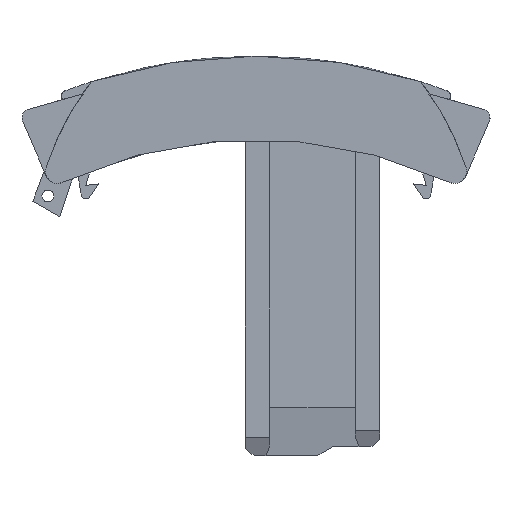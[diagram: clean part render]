
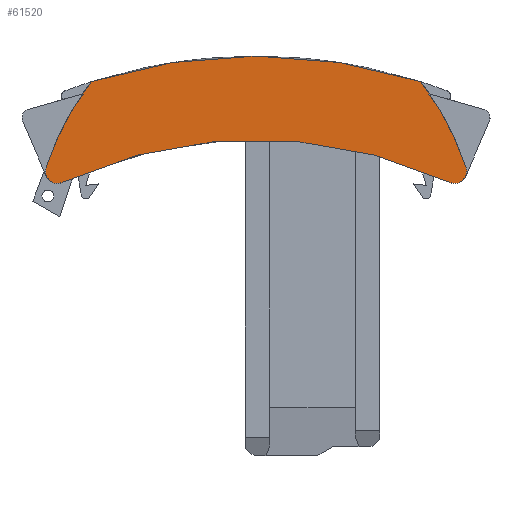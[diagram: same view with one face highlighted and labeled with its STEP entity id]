
A CAD part, left-side view. The second image highlights one B-rep face of the part: STEP entity #61520.
In plain terms, the highlighted planar face has unit normal (-1, 0, 0).
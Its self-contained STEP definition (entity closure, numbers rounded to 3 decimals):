
#1730=CARTESIAN_POINT('',(0.,11.689,
62.825));
#1740=VERTEX_POINT('',#1730);
#1770=CARTESIAN_POINT('',(0.,39.28,
-24.101));
#1780=DIRECTION('',(-1.,0.,0.));
#1790=DIRECTION('',(0.,1.,0.));
#1800=AXIS2_PLACEMENT_3D('',#1770,#1780,#1790);
#1810=CIRCLE('',#1800,91.2);
#1820=CARTESIAN_POINT('',(0.,66.871,
62.825));
#1830=VERTEX_POINT('',#1820);
#1840=EDGE_CURVE('',#1740,#1830,#1810,.T.);
#7160=CARTESIAN_POINT('',(0.,71.783,
45.924));
#7170=VERTEX_POINT('',#7160);
#7200=CARTESIAN_POINT('',(0.,39.28,
-24.101));
#7210=DIRECTION('',(1.,0.,0.));
#7220=DIRECTION('',(0.,-0.995,
-0.105));
#7230=AXIS2_PLACEMENT_3D('',#7200,#7210,#7220);
#7240=CIRCLE('',#7230,77.2);
#7250=CARTESIAN_POINT('',(0.,6.777,
45.924));
#7260=VERTEX_POINT('',#7250);
#7270=EDGE_CURVE('',#7170,#7260,#7240,.T.);
#50060=CARTESIAN_POINT('',(0.,74.528,
48.351));
#50070=VERTEX_POINT('',#50060);
#50120=CARTESIAN_POINT('',(0.,72.625,
47.738));
#50130=DIRECTION('',(-1.,0.,0.));
#50140=DIRECTION('',(0.,-1.,0.));
#50150=AXIS2_PLACEMENT_3D('',#50120,#50130,#50140);
#50160=CIRCLE('',#50150,2.);
#50170=EDGE_CURVE('',#50070,#7170,#50160,.T.);
#54730=CARTESIAN_POINT('',(0.,4.031,
48.351));
#54740=VERTEX_POINT('',#54730);
#54770=CARTESIAN_POINT('',(0.,48.77,
33.947));
#54780=DIRECTION('',(1.,0.,0.));
#54790=DIRECTION('',(0.,-0.994,
-0.113));
#54800=AXIS2_PLACEMENT_3D('',#54770,#54780,#54790);
#54810=CIRCLE('',#54800,47.);
#54820=EDGE_CURVE('',#1740,#54740,#54810,.T.);
#61140=CARTESIAN_POINT('',(0.,5.935,
47.738));
#61150=DIRECTION('',(1.,0.,0.));
#61160=DIRECTION('',(0.,1.,0.));
#61170=AXIS2_PLACEMENT_3D('',#61140,#61150,#61160);
#61180=CIRCLE('',#61170,2.);
#61190=EDGE_CURVE('',#54740,#7260,#61180,.T.);
#61330=CARTESIAN_POINT('',(0.,39.28,
53.599));
#61340=DIRECTION('',(-1.,0.,0.));
#61350=DIRECTION('',(0.,-1.,0.));
#61360=AXIS2_PLACEMENT_3D('',#61330,#61340,#61350);
#61370=PLANE('',#61360);
#61380=CARTESIAN_POINT('',(0.,29.79,
33.947));
#61390=DIRECTION('',(-1.,0.,0.));
#61400=DIRECTION('',(0.,0.994,
-0.113));
#61410=AXIS2_PLACEMENT_3D('',#61380,#61390,#61400);
#61420=CIRCLE('',#61410,47.);
#61430=EDGE_CURVE('',#1830,#50070,#61420,.T.);
#61440=ORIENTED_EDGE('',*,*,#61430,.T.);
#61450=ORIENTED_EDGE('',*,*,#1840,.T.);
#61460=ORIENTED_EDGE('',*,*,#54820,.F.);
#61470=ORIENTED_EDGE('',*,*,#61190,.F.);
#61480=ORIENTED_EDGE('',*,*,#7270,.T.);
#61490=ORIENTED_EDGE('',*,*,#50170,.T.);
#61500=EDGE_LOOP('',(#61490,#61480,#61470,#61460,#61450,#61440));
#61510=FACE_OUTER_BOUND('',#61500,.T.);
#61520=ADVANCED_FACE('',(#61510),#61370,.T.);
